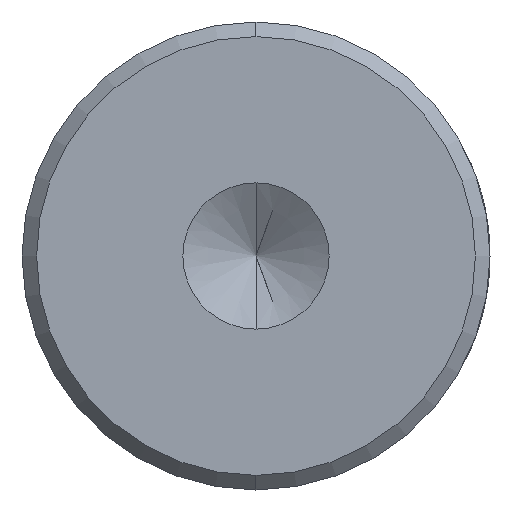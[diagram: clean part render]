
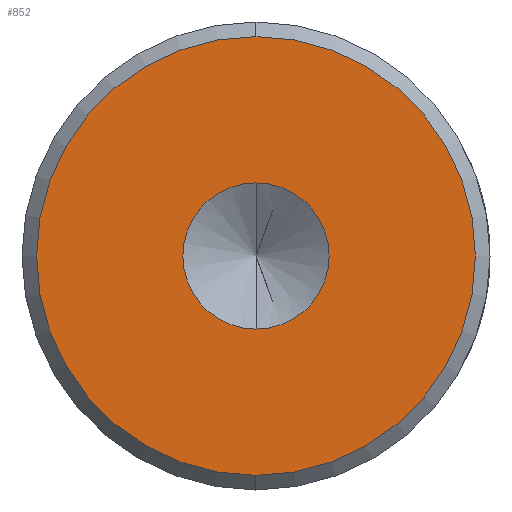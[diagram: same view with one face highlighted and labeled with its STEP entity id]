
A CAD part, left-side view. The second image highlights one B-rep face of the part: STEP entity #852.
In plain terms, the highlighted planar face has unit normal (-1, 0, 0).
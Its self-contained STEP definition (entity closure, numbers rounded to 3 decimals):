
#7 = DIRECTION ( 'NONE',  ( -1., 0., 0. ) ) ;
#26 = PLANE ( 'NONE',  #1046 ) ;
#34 = VERTEX_POINT ( 'NONE', #155 ) ;
#63 = AXIS2_PLACEMENT_3D ( 'NONE', #998, #412, #1107 ) ;
#89 = AXIS2_PLACEMENT_3D ( 'NONE', #634, #7, #726 ) ;
#126 = DIRECTION ( 'NONE',  ( 0., 0., 1. ) ) ;
#155 = CARTESIAN_POINT ( 'NONE',  ( 0., 0., 2.5 ) ) ;
#156 = CARTESIAN_POINT ( 'NONE',  ( 0., 0., 7.501 ) ) ;
#157 = AXIS2_PLACEMENT_3D ( 'NONE', #438, #1130, #537 ) ;
#200 = CIRCLE ( 'NONE', #89, 7.501 ) ;
#251 = CIRCLE ( 'NONE', #63, 2.5 ) ;
#335 = ORIENTED_EDGE ( 'NONE', *, *, #564, .T. ) ;
#358 = FACE_OUTER_BOUND ( 'NONE', #586, .T. ) ;
#409 = EDGE_LOOP ( 'NONE', ( #1296, #675 ) ) ;
#412 = DIRECTION ( 'NONE',  ( -1., 0., 0. ) ) ;
#438 = CARTESIAN_POINT ( 'NONE',  ( 0., 0., 0. ) ) ;
#487 = CIRCLE ( 'NONE', #157, 2.5 ) ;
#514 = CARTESIAN_POINT ( 'NONE',  ( 0., 0., 0. ) ) ;
#537 = DIRECTION ( 'NONE',  ( 0., 0., 1. ) ) ;
#555 = CIRCLE ( 'NONE', #676, 7.501 ) ;
#564 = EDGE_CURVE ( 'NONE', #1223, #1299, #555, .T. ) ;
#586 = EDGE_LOOP ( 'NONE', ( #1236, #335 ) ) ;
#620 = DIRECTION ( 'NONE',  ( 0., 0., 1. ) ) ;
#634 = CARTESIAN_POINT ( 'NONE',  ( 0., 0., 0. ) ) ;
#675 = ORIENTED_EDGE ( 'NONE', *, *, #1036, .F. ) ;
#676 = AXIS2_PLACEMENT_3D ( 'NONE', #514, #1204, #620 ) ;
#688 = EDGE_CURVE ( 'NONE', #1299, #1223, #200, .T. ) ;
#690 = CARTESIAN_POINT ( 'NONE',  ( 0., 0., -7.501 ) ) ;
#697 = EDGE_CURVE ( 'NONE', #34, #1181, #487, .T. ) ;
#726 = DIRECTION ( 'NONE',  ( 0., 0., 1. ) ) ;
#772 = CARTESIAN_POINT ( 'NONE',  ( 0., 0., -2.5 ) ) ;
#852 = ADVANCED_FACE ( 'NONE', ( #358, #1175 ), #26, .T. ) ;
#935 = DIRECTION ( 'NONE',  ( -1., 0., 0. ) ) ;
#998 = CARTESIAN_POINT ( 'NONE',  ( 0., 0., 0. ) ) ;
#1036 = EDGE_CURVE ( 'NONE', #1181, #34, #251, .T. ) ;
#1046 = AXIS2_PLACEMENT_3D ( 'NONE', #1244, #935, #126 ) ;
#1107 = DIRECTION ( 'NONE',  ( 0., 0., 1. ) ) ;
#1130 = DIRECTION ( 'NONE',  ( -1., 0., 0. ) ) ;
#1175 = FACE_BOUND ( 'NONE', #409, .T. ) ;
#1181 = VERTEX_POINT ( 'NONE', #772 ) ;
#1204 = DIRECTION ( 'NONE',  ( -1., 0., 0. ) ) ;
#1223 = VERTEX_POINT ( 'NONE', #156 ) ;
#1236 = ORIENTED_EDGE ( 'NONE', *, *, #688, .T. ) ;
#1244 = CARTESIAN_POINT ( 'NONE',  ( 0., 0., 0. ) ) ;
#1296 = ORIENTED_EDGE ( 'NONE', *, *, #697, .F. ) ;
#1299 = VERTEX_POINT ( 'NONE', #690 ) ;
